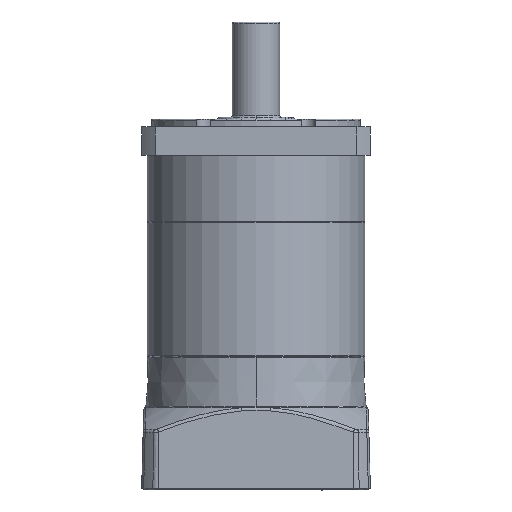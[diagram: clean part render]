
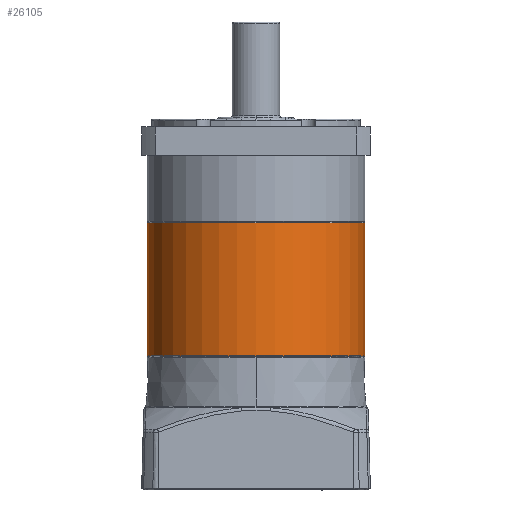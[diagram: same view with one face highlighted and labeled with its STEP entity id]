
A CAD part, front view. The second image highlights one B-rep face of the part: STEP entity #26105.
In plain terms, the highlighted cylindrical face has radius 57 mm (diameter 114 mm), a partial arc.
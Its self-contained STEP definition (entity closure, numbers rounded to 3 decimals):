
#3420 = AXIS2_PLACEMENT_3D ( 'NONE', #16696, #16652, #16642 ) ;
#4281 = AXIS2_PLACEMENT_3D ( 'NONE', #33166, #32093, #32860 ) ;
#5540 = LINE ( 'NONE', #42663, #5580 ) ;
#5580 = VECTOR ( 'NONE', #42879, 1000. ) ;
#6664 = CIRCLE ( 'NONE', #3420, 57. ) ;
#8990 = CYLINDRICAL_SURFACE ( 'NONE', #4281, 57. ) ;
#9103 = FACE_OUTER_BOUND ( 'NONE', #33351, .T. ) ;
#9243 = VERTEX_POINT ( 'NONE', #13665 ) ;
#12978 = AXIS2_PLACEMENT_3D ( 'NONE', #27472, #27436, #27369 ) ;
#13665 = CARTESIAN_POINT ( 'NONE',  ( -57., 0., 70.2 ) ) ;
#14148 = DIRECTION ( 'NONE',  ( 0., 0., 1. ) ) ;
#14432 = EDGE_CURVE ( 'NONE', #9243, #23322, #5540, .T. ) ;
#15944 = ORIENTED_EDGE ( 'NONE', *, *, #43863, .T. ) ;
#16642 = DIRECTION ( 'NONE',  ( -1., 0., 0. ) ) ;
#16652 = DIRECTION ( 'NONE',  ( 0., 0., -1. ) ) ;
#16696 = CARTESIAN_POINT ( 'NONE',  ( 0., 0., 70.2 ) ) ;
#16698 = LINE ( 'NONE', #41136, #16823 ) ;
#16744 = AXIS2_PLACEMENT_3D ( 'NONE', #34931, #14148, #38462 ) ;
#16823 = VECTOR ( 'NONE', #44590, 1000. ) ;
#18552 = CARTESIAN_POINT ( 'NONE',  ( 57., 0., 70.2 ) ) ;
#19032 = CARTESIAN_POINT ( 'NONE',  ( 57., 0., 0.3 ) ) ;
#21932 = EDGE_CURVE ( 'NONE', #40719, #9243, #23711, .T. ) ;
#22163 = CARTESIAN_POINT ( 'NONE',  ( 0., -57., 70.2 ) ) ;
#23322 = VERTEX_POINT ( 'NONE', #38988 ) ;
#23711 = CIRCLE ( 'NONE', #12978, 57. ) ;
#26105 = ADVANCED_FACE ( 'NONE', ( #9103 ), #8990, .T. ) ;
#26506 = ORIENTED_EDGE ( 'NONE', *, *, #14432, .T. ) ;
#26880 = EDGE_CURVE ( 'NONE', #40684, #40719, #6664, .T. ) ;
#27369 = DIRECTION ( 'NONE',  ( -1., 0., 0. ) ) ;
#27436 = DIRECTION ( 'NONE',  ( 0., 0., -1. ) ) ;
#27472 = CARTESIAN_POINT ( 'NONE',  ( 0., 0., 70.2 ) ) ;
#32093 = DIRECTION ( 'NONE',  ( 0., 0., -1. ) ) ;
#32860 = DIRECTION ( 'NONE',  ( -1., 0., 0. ) ) ;
#33166 = CARTESIAN_POINT ( 'NONE',  ( 0., 0., 70.5 ) ) ;
#33351 = EDGE_LOOP ( 'NONE', ( #37431, #39410, #43213, #26506, #15944 ) ) ;
#34931 = CARTESIAN_POINT ( 'NONE',  ( 0., 0., 0.3 ) ) ;
#37431 = ORIENTED_EDGE ( 'NONE', *, *, #37714, .F. ) ;
#37714 = EDGE_CURVE ( 'NONE', #40684, #41614, #16698, .T. ) ;
#38462 = DIRECTION ( 'NONE',  ( -1., 0., 0. ) ) ;
#38988 = CARTESIAN_POINT ( 'NONE',  ( -57., 0., 0.3 ) ) ;
#39410 = ORIENTED_EDGE ( 'NONE', *, *, #26880, .T. ) ;
#40569 = CIRCLE ( 'NONE', #16744, 57. ) ;
#40684 = VERTEX_POINT ( 'NONE', #18552 ) ;
#40719 = VERTEX_POINT ( 'NONE', #22163 ) ;
#41136 = CARTESIAN_POINT ( 'NONE',  ( 57., 0., 70.5 ) ) ;
#41614 = VERTEX_POINT ( 'NONE', #19032 ) ;
#42663 = CARTESIAN_POINT ( 'NONE',  ( -57., 0., 70.5 ) ) ;
#42879 = DIRECTION ( 'NONE',  ( 0., 0., -1. ) ) ;
#43213 = ORIENTED_EDGE ( 'NONE', *, *, #21932, .T. ) ;
#43863 = EDGE_CURVE ( 'NONE', #23322, #41614, #40569, .T. ) ;
#44590 = DIRECTION ( 'NONE',  ( 0., 0., -1. ) ) ;
